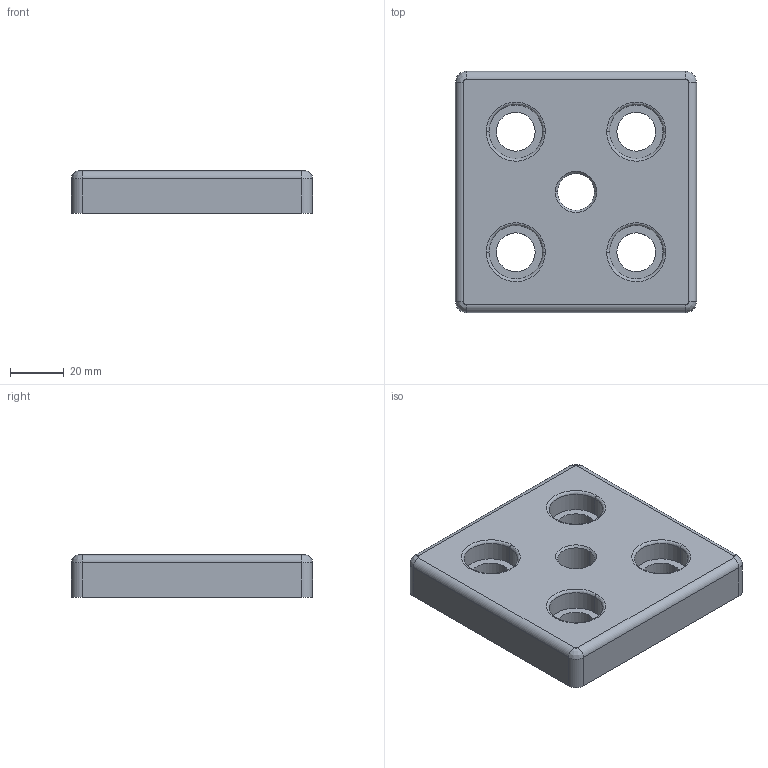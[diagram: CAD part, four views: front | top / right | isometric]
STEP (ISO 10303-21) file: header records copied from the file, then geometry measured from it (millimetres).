
FILE_DESCRIPTION (( 'STEP AP214' ), '1' );
FILE_NAME ('093T90901612R.STEP', '2014-09-08T06:57:24', ( '' ), ( '' ), 'SwSTEP 2.0', 'SolidWorks 2014', '' );
FILE_SCHEMA (( 'AUTOMOTIVE_DESIGN' ));
Length unit declared in the file: inch
Products named in the file (1): 093T90901612R
Bounding box: 90 x 90 x 16 mm (x, y, z)
Volume: 74170.4 mm3; surface area: 31652.6 mm2
Topology: 1 solids, 1 shells, 187 faces, 456 edges, 263 vertices
Faces by surface type: cylinder 89, bspline 69, plane 27, cone 2
Entity records: 9733 total; most frequent: CARTESIAN_POINT 3074, DIRECTION 921, ORIENTED_EDGE 878, EDGE_CURVE 439, AXIS2_PLACEMENT_3D 390, CIRCLE 271, VERTEX_POINT 263, EDGE_LOOP 206
